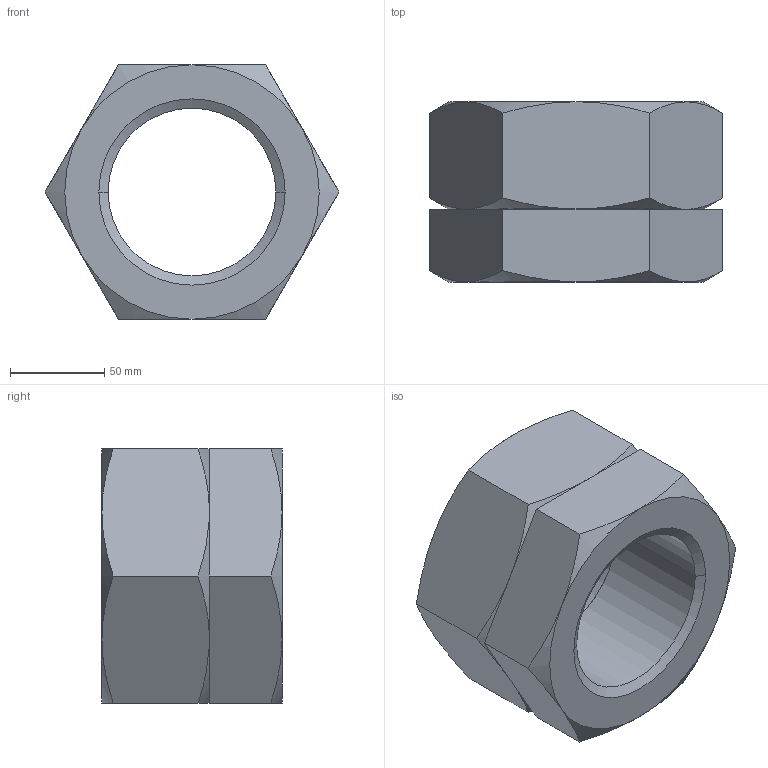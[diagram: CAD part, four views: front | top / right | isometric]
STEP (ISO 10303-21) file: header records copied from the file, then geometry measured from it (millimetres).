
FILE_DESCRIPTION((''),'2;1');
FILE_NAME('0RTHN095_____0','2019-10-29T14:26:07',('kim.bk'),(''),'CREO PARAMETRIC BY PTC INC, 2019010','CREO PARAMETRIC BY PTC INC, 2019010','');
FILE_SCHEMA(('CONFIG_CONTROL_DESIGN'));
Length unit declared in the file: millimetre
Products named in the file (1): 0RTHN095_____0
Bounding box: 155.88 x 95.6 x 135 mm (x, y, z)
Volume: 901065.5 mm3; surface area: 117278.9 mm2
Topology: 2 solids, 2 shells, 352 faces, 980 edges, 648 vertices
Faces by surface type: plane 322, cone 26, cylinder 4
Entity records: 11266 total; most frequent: CARTESIAN_POINT 2220, ORIENTED_EDGE 1960, DIRECTION 1686, EDGE_CURVE 980, VECTOR 906, LINE 906, VERTEX_POINT 648, AXIS2_PLACEMENT_3D 390
